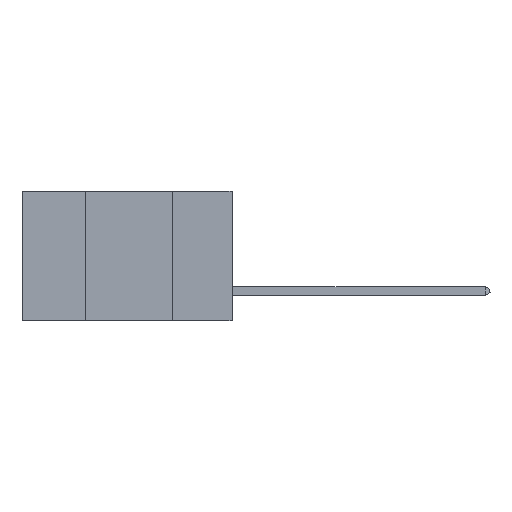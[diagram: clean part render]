
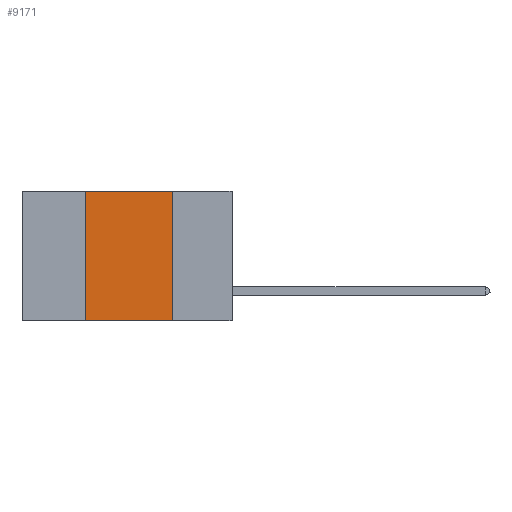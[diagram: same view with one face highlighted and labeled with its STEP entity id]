
A CAD part, left-side view. The second image highlights one B-rep face of the part: STEP entity #9171.
In plain terms, the highlighted planar face has unit normal (-1, 0, 0).
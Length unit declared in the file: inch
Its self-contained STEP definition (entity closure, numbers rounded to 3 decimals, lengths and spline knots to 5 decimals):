
#827 = CARTESIAN_POINT ( 'NONE',  ( 0., 0.6, -0.37 ) ) ;
#1065 = VERTEX_POINT ( 'NONE', #15922 ) ;
#1153 = LINE ( 'NONE', #7989, #21041 ) ;
#2067 = PLANE ( 'NONE',  #6514 ) ;
#3244 = EDGE_CURVE ( 'NONE', #7288, #1065, #20842, .T. ) ;
#3407 = DIRECTION ( 'NONE',  ( 0., -1., 0. ) ) ;
#5339 = VERTEX_POINT ( 'NONE', #12361 ) ;
#6514 = AXIS2_PLACEMENT_3D ( 'NONE', #16498, #20005, #21916 ) ;
#6557 = CARTESIAN_POINT ( 'NONE',  ( 0., 0.17, 0. ) ) ;
#7288 = VERTEX_POINT ( 'NONE', #16236 ) ;
#7637 = VERTEX_POINT ( 'NONE', #6557 ) ;
#7989 = CARTESIAN_POINT ( 'NONE',  ( 0., 0.42, 0. ) ) ;
#8894 = CARTESIAN_POINT ( 'NONE',  ( 0., 0.6, 0. ) ) ;
#8945 = CARTESIAN_POINT ( 'NONE',  ( 0., 0.17, 0. ) ) ;
#9171 = ADVANCED_FACE ( 'NONE', ( #21724 ), #2067, .F. ) ;
#10011 = ORIENTED_EDGE ( 'NONE', *, *, #3244, .T. ) ;
#10620 = VECTOR ( 'NONE', #23415, 39.37008 ) ;
#12361 = CARTESIAN_POINT ( 'NONE',  ( 0., 0.42, 0. ) ) ;
#12998 = EDGE_CURVE ( 'NONE', #7288, #5339, #1153, .T. ) ;
#14343 = DIRECTION ( 'NONE',  ( 0., 0., 1. ) ) ;
#15213 = EDGE_LOOP ( 'NONE', ( #19801, #19684, #22818, #10011 ) ) ;
#15413 = LINE ( 'NONE', #8945, #10620 ) ;
#15922 = CARTESIAN_POINT ( 'NONE',  ( 0., 0.17, -0.37 ) ) ;
#16017 = VECTOR ( 'NONE', #3407, 39.37008 ) ;
#16236 = CARTESIAN_POINT ( 'NONE',  ( 0., 0.42, -0.37 ) ) ;
#16498 = CARTESIAN_POINT ( 'NONE',  ( 0., 0.6, 0. ) ) ;
#18052 = LINE ( 'NONE', #8894, #16017 ) ;
#19405 = EDGE_CURVE ( 'NONE', #5339, #7637, #18052, .T. ) ;
#19684 = ORIENTED_EDGE ( 'NONE', *, *, #19405, .F. ) ;
#19801 = ORIENTED_EDGE ( 'NONE', *, *, #20023, .F. ) ;
#20005 = DIRECTION ( 'NONE',  ( 1., 0., 0. ) ) ;
#20023 = EDGE_CURVE ( 'NONE', #7637, #1065, #15413, .T. ) ;
#20573 = VECTOR ( 'NONE', #20821, 39.37008 ) ;
#20821 = DIRECTION ( 'NONE',  ( 0., -1., 0. ) ) ;
#20842 = LINE ( 'NONE', #827, #20573 ) ;
#21041 = VECTOR ( 'NONE', #14343, 39.37008 ) ;
#21724 = FACE_OUTER_BOUND ( 'NONE', #15213, .T. ) ;
#21916 = DIRECTION ( 'NONE',  ( 0., 0., -1. ) ) ;
#22818 = ORIENTED_EDGE ( 'NONE', *, *, #12998, .F. ) ;
#23415 = DIRECTION ( 'NONE',  ( 0., 0., -1. ) ) ;
